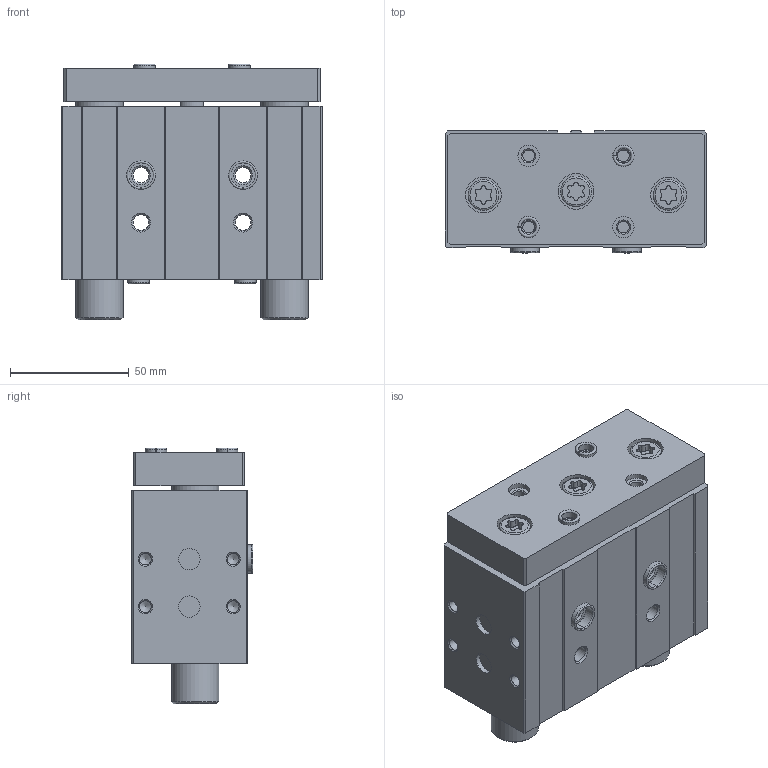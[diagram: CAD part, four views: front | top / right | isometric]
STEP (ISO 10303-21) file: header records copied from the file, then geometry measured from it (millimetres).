
FILE_DESCRIPTION(/* description */ ('STEP AP214'),/* implementation_level */ '2;1');
FILE_NAME(/* name */ '170855_DFM-32-25-P-A-GF',/* time_stamp */ '2024-08-13T22:13:06+02:00',/* author */ ('License CC BY-ND 4.0'),/* organization */ ('CADENAS'),/* preprocessor_version */ 'ST-DEVELOPER v19.3',/* originating_system */ 'PARTsolutions',/* authorisation */ ' ');
FILE_SCHEMA (('AUTOMOTIVE_DESIGN {1 0 10303 214 3 1 1}'));
Length unit declared in the file: millimetre
Products named in the file (6): 170855 DFM-32-25-P-A-GF---(0); 170855 DFM-32-25-P-A-GF---(Z); 170855 DFM-32-25-P-A-GF---(K); 8137184 ZBH-9-B; 116515 G1/8; 8137185 ZBH-12-B
Assembly tree (10 placements, depth 2):
  170855 DFM-32-25-P-A-GF---(0)
    170855 DFM-32-25-P-A-GF---(Z)
    170855 DFM-32-25-P-A-GF---(K)
    8137184 ZBH-9-B  x4
    116515 G1/8  x2
    8137185 ZBH-12-B  x2
Bounding box: 110 x 51.35 x 107.8 mm (x, y, z)
Volume: 430883.1 mm3; surface area: 93167.6 mm2
Topology: 10 solids, 10 shells, 318 faces, 717 edges, 461 vertices
Faces by surface type: plane 134, cylinder 123, cone 46, torus 15
Full cylindrical faces by diameter (mm): 4.917 x12, 6.6 x4, 6.647 x4, 8.566 x4, 9 x8, 9.728 x6, 11 x4, 12 x4, 13 x3, 15 x3, 20 x4, 32 x2, 33 x1
Entity records: 7448 total; most frequent: DIRECTION 1312, CARTESIAN_POINT 1231, ORIENTED_EDGE 998, AXIS2_PLACEMENT_3D 547, EDGE_CURVE 499, FACE_BOUND 437, EDGE_LOOP 428, VERTEX_POINT 388
